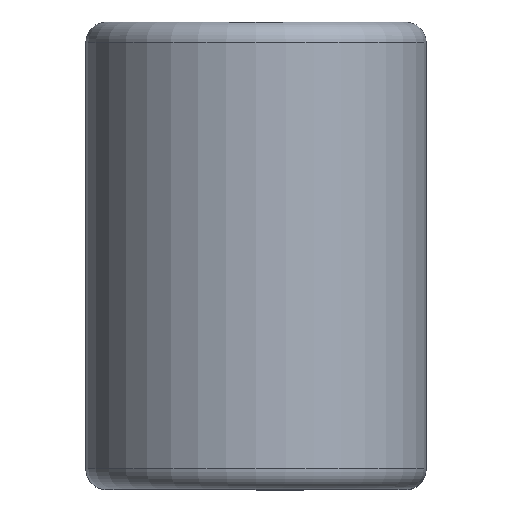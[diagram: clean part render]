
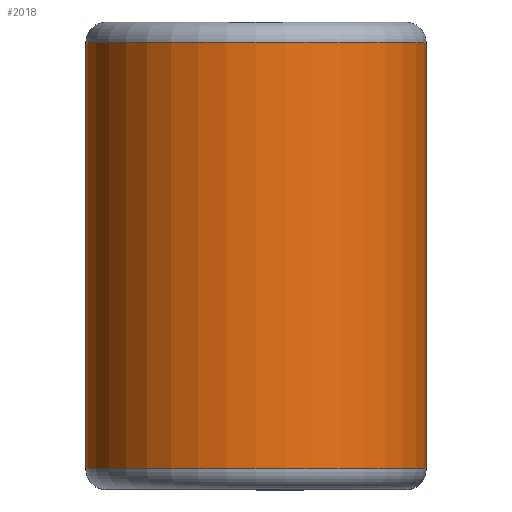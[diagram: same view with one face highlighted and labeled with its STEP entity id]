
A CAD part, top view. The second image highlights one B-rep face of the part: STEP entity #2018.
In plain terms, the highlighted cylindrical face has radius 6.363 mm (diameter 12.725 mm), a partial arc.
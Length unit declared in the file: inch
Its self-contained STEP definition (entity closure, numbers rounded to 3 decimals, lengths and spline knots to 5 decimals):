
#16 = ORIENTED_EDGE ( 'NONE', *, *, #2124, .F. ) ;
#51 = CARTESIAN_POINT ( 'NONE',  ( 0.2505, 0.31375, 0.312 ) ) ;
#56 = VERTEX_POINT ( 'NONE', #2001 ) ;
#60 = CARTESIAN_POINT ( 'NONE',  ( 0.2505, -0.31375, 0.312 ) ) ;
#81 = ORIENTED_EDGE ( 'NONE', *, *, #2291, .T. ) ;
#161 = AXIS2_PLACEMENT_3D ( 'NONE', #1884, #517, #2131 ) ;
#272 = DIRECTION ( 'NONE',  ( 0., 1., 0. ) ) ;
#414 = LINE ( 'NONE', #1487, #1564 ) ;
#447 = FACE_OUTER_BOUND ( 'NONE', #2105, .T. ) ;
#466 = CIRCLE ( 'NONE', #161, 0.2505 ) ;
#505 = DIRECTION ( 'NONE',  ( 0., -1., 0. ) ) ;
#517 = DIRECTION ( 'NONE',  ( 0., -1., 0. ) ) ;
#694 = VERTEX_POINT ( 'NONE', #2900 ) ;
#945 = DIRECTION ( 'NONE',  ( 0., 0., -1. ) ) ;
#1016 = CIRCLE ( 'NONE', #2723, 0.2505 ) ;
#1163 = CARTESIAN_POINT ( 'NONE',  ( 0., 0.3125, 0.312 ) ) ;
#1387 = DIRECTION ( 'NONE',  ( 0., -1., 0. ) ) ;
#1445 = ORIENTED_EDGE ( 'NONE', *, *, #2284, .F. ) ;
#1487 = CARTESIAN_POINT ( 'NONE',  ( -0.2505, 0.31375, 0.312 ) ) ;
#1564 = VECTOR ( 'NONE', #1720, 39.37008 ) ;
#1616 = LINE ( 'NONE', #51, #2167 ) ;
#1714 = AXIS2_PLACEMENT_3D ( 'NONE', #1163, #1387, #945 ) ;
#1720 = DIRECTION ( 'NONE',  ( 0., 1., 0. ) ) ;
#1878 = CARTESIAN_POINT ( 'NONE',  ( 0., -0.31375, 0.312 ) ) ;
#1884 = CARTESIAN_POINT ( 'NONE',  ( 0., 0.31375, 0.312 ) ) ;
#1938 = CARTESIAN_POINT ( 'NONE',  ( 0.2505, 0.31375, 0.312 ) ) ;
#2001 = CARTESIAN_POINT ( 'NONE',  ( -0.2505, 0.31375, 0.312 ) ) ;
#2018 = ADVANCED_FACE ( 'NONE', ( #447 ), #2990, .T. ) ;
#2105 = EDGE_LOOP ( 'NONE', ( #81, #2307, #16, #1445 ) ) ;
#2117 = DIRECTION ( 'NONE',  ( 0., 0., -1. ) ) ;
#2124 = EDGE_CURVE ( 'NONE', #694, #56, #414, .T. ) ;
#2131 = DIRECTION ( 'NONE',  ( 0., 0., -1. ) ) ;
#2167 = VECTOR ( 'NONE', #272, 39.37008 ) ;
#2284 = EDGE_CURVE ( 'NONE', #2302, #694, #1016, .T. ) ;
#2291 = EDGE_CURVE ( 'NONE', #2302, #2523, #1616, .T. ) ;
#2297 = EDGE_CURVE ( 'NONE', #2523, #56, #466, .T. ) ;
#2302 = VERTEX_POINT ( 'NONE', #60 ) ;
#2307 = ORIENTED_EDGE ( 'NONE', *, *, #2297, .T. ) ;
#2523 = VERTEX_POINT ( 'NONE', #1938 ) ;
#2723 = AXIS2_PLACEMENT_3D ( 'NONE', #1878, #505, #2117 ) ;
#2900 = CARTESIAN_POINT ( 'NONE',  ( -0.2505, -0.31375, 0.312 ) ) ;
#2990 = CYLINDRICAL_SURFACE ( 'NONE', #1714, 0.2505 ) ;
